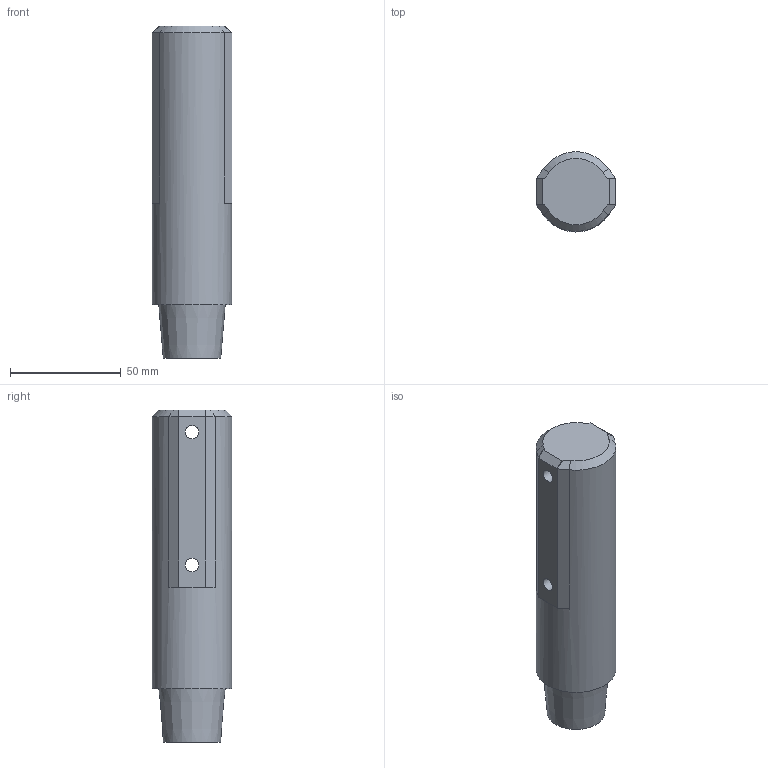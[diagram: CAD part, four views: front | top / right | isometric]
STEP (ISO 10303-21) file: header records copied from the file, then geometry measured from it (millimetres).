
FILE_DESCRIPTION(/* description */ (''),/* implementation_level */ '2;1');
FILE_NAME(/* name */ '3 - Head.step',/* time_stamp */ '2024-05-20T22:28:24+02:00',/* author */ (''),/* organization */ (''),/* preprocessor_version */ 'ST-DEVELOPER v20',/* originating_system */ 'Autodesk Translation Framework v12.20.1.177',/* authorisation */ '');
FILE_SCHEMA (('AUTOMOTIVE_DESIGN { 1 0 10303 214 3 1 1 }'));
Length unit declared in the file: millimetre
Products named in the file (2): stand vesa; Componente5
Assembly tree (1 placements, depth 2):
  stand vesa
    Componente5
Bounding box: 36 x 36 x 150 mm (x, y, z)
Volume: 94106.9 mm3; surface area: 32575.1 mm2
Topology: 1 solids, 1 shells, 37 faces, 92 edges, 59 vertices
Faces by surface type: plane 28, cylinder 5, cone 4
Full cylindrical faces by diameter (mm): 6 x2, 20 x1, 26 x1, 36 x1
Entity records: 1160 total; most frequent: CARTESIAN_POINT 203, DIRECTION 193, ORIENTED_EDGE 184, EDGE_CURVE 92, AXIS2_PLACEMENT_3D 65, LINE 63, VECTOR 63, VERTEX_POINT 59
